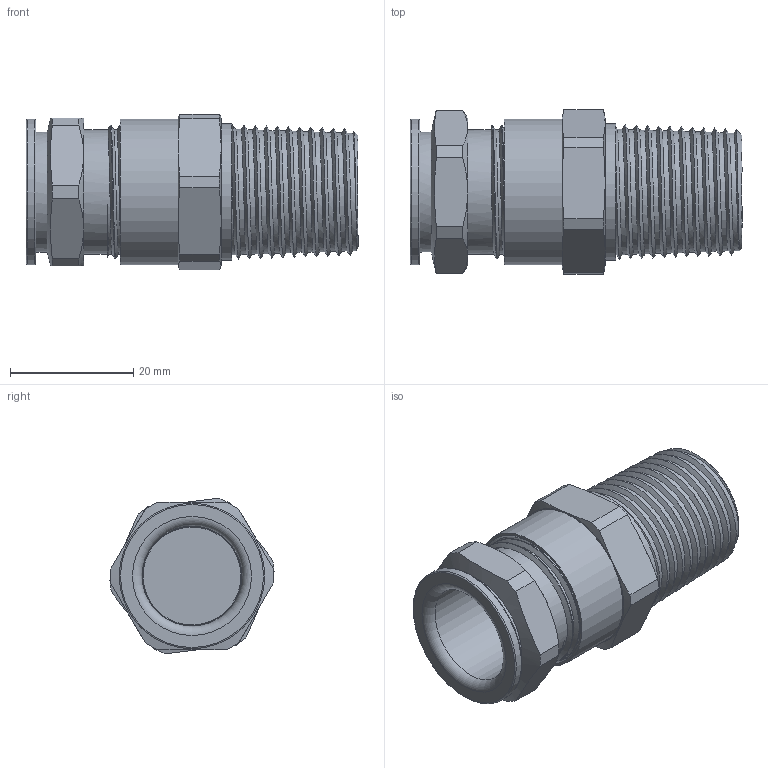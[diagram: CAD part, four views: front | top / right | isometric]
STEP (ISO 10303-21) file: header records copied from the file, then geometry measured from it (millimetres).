
FILE_DESCRIPTION(/* description */ ('ADE-1F2 NPT 1/2", Größe 6'),/* implementation_level */ '2;1');
FILE_NAME(/* name */ '00808604V1-RST.stp',/* time_stamp */ '2021-11-23T14:18:14+01:00',/* author */ ('sl'),/* organization */ (''),/* preprocessor_version */ 'ST-DEVELOPER v16.5',/* originating_system */ 'Autodesk Inventor 2017',/* authorisation */ '');
FILE_SCHEMA (('AUTOMOTIVE_DESIGN { 1 0 10303 214 3 1 1 }'));
Length unit declared in the file: millimetre
Products named in the file (5): 00808604V1; 00808604V1_1; 00808604V1_2; 00808604V1_3; 00808604V1_4
Assembly tree (4 placements, depth 2):
  00808604V1
    00808604V1_1
    00808604V1_2
    00808604V1_3
    00808604V1_4
Bounding box: 53.86 x 26.65 x 25.23 mm (x, y, z)
Volume: 9502.7 mm3; surface area: 11907.3 mm2
Topology: 4 solids, 4 shells, 118 faces, 262 edges, 164 vertices
Faces by surface type: plane 46, cylinder 29, cone 27, torus 10, bspline 6
Full cylindrical faces by diameter (mm): 15.72 x1, 15.9 x1, 16.24 x1, 16.3 x1, 17.15 x1, 17.77 x1, 19.22 x1, 19.47 x1, 20.198 x4, 20.75 x7, 20.82 x2, 21 x1, 22.22 x1, 23.6 x1, 23.62 x1
Entity records: 7247 total; most frequent: CARTESIAN_POINT 5035, DIRECTION 432, ORIENTED_EDGE 378, AXIS2_PLACEMENT_3D 204, EDGE_CURVE 189, EDGE_LOOP 159, VERTEX_POINT 136, FACE_OUTER_BOUND 107
